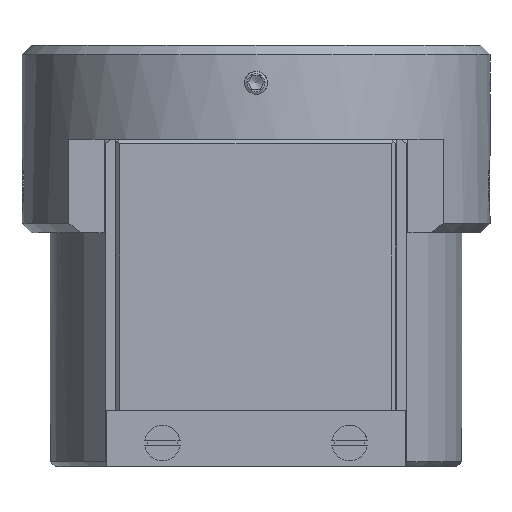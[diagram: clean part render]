
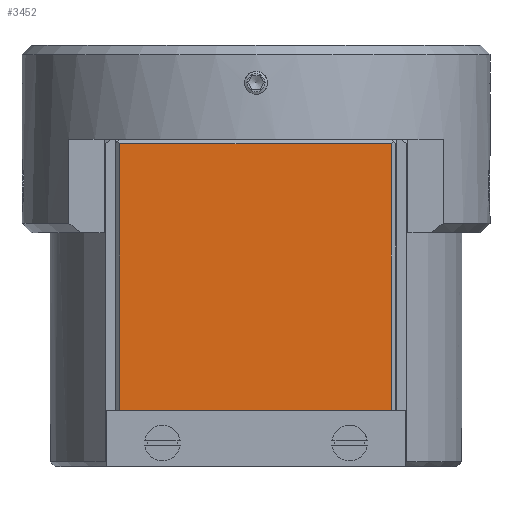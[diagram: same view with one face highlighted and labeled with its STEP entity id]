
A CAD part, front view. The second image highlights one B-rep face of the part: STEP entity #3452.
In plain terms, the highlighted planar face has unit normal (0, -1, 0).
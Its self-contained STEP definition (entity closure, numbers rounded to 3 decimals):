
#431=LINE('',#5775,#686);
#466=LINE('',#6489,#721);
#468=LINE('',#6492,#723);
#473=LINE('',#6501,#728);
#686=VECTOR('',#4367,10.);
#721=VECTOR('',#4510,10.);
#723=VECTOR('',#4514,10.);
#728=VECTOR('',#4521,10.);
#920=FACE_OUTER_BOUND('',#1200,.T.);
#1200=EDGE_LOOP('',(#2787,#2788,#2789,#2790));
#1574=VERTEX_POINT('',#5772);
#1575=VERTEX_POINT('',#5774);
#1633=VERTEX_POINT('',#6486);
#1634=VERTEX_POINT('',#6488);
#1959=EDGE_CURVE('',#1575,#1574,#431,.T.);
#2035=EDGE_CURVE('',#1633,#1634,#466,.T.);
#2037=EDGE_CURVE('',#1634,#1574,#468,.T.);
#2042=EDGE_CURVE('',#1575,#1633,#473,.T.);
#2787=ORIENTED_EDGE('',*,*,#1959,.T.);
#2788=ORIENTED_EDGE('',*,*,#2037,.F.);
#2789=ORIENTED_EDGE('',*,*,#2035,.F.);
#2790=ORIENTED_EDGE('',*,*,#2042,.F.);
#3061=PLANE('',#3749);
#3452=ADVANCED_FACE('',(#920),#3061,.T.);
#3749=AXIS2_PLACEMENT_3D('',#6500,#4519,#4520);
#4367=DIRECTION('',(1.,0.,0.));
#4510=DIRECTION('',(1.,0.,0.));
#4514=DIRECTION('',(0.,0.,-1.));
#4519=DIRECTION('center_axis',(0.,-1.,0.));
#4520=DIRECTION('ref_axis',(-1.,0.,0.));
#4521=DIRECTION('',(0.,0.,1.));
#5772=CARTESIAN_POINT('',(14.45,-15.,-19.));
#5774=CARTESIAN_POINT('',(-14.55,-15.,-19.));
#5775=CARTESIAN_POINT('',(0.475,-15.,-19.));
#6486=CARTESIAN_POINT('',(-14.55,-15.,9.5));
#6488=CARTESIAN_POINT('',(14.45,-15.,9.5));
#6489=CARTESIAN_POINT('',(-15.05,-15.,9.5));
#6492=CARTESIAN_POINT('',(14.45,-15.,-10.303));
#6500=CARTESIAN_POINT('Origin',(-15.05,-15.,-20.));
#6501=CARTESIAN_POINT('',(-14.55,-15.,-10.303));
